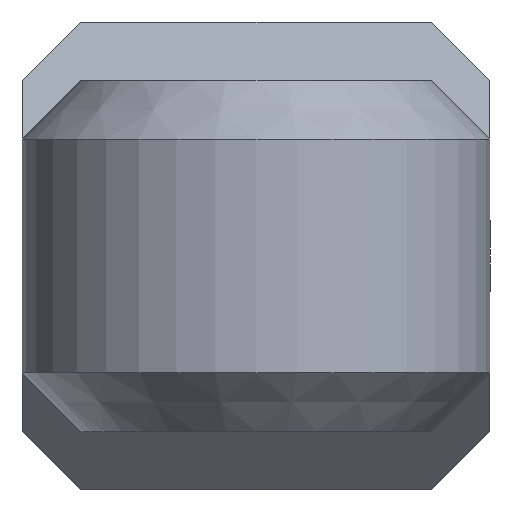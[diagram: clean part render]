
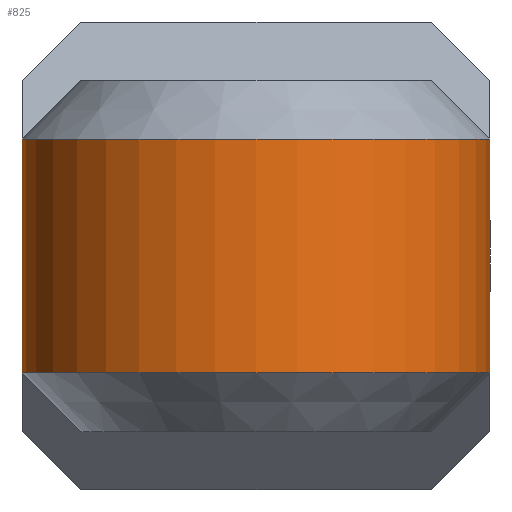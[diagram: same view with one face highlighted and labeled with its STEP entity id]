
A CAD part, front view. The second image highlights one B-rep face of the part: STEP entity #825.
In plain terms, the highlighted cylindrical face has radius 20 mm (diameter 40 mm), a partial arc.
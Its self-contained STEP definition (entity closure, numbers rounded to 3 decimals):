
#5 = EDGE_LOOP ( 'NONE', ( #1323, #725, #536, #1204 ) ) ;
#24 = DIRECTION ( 'NONE',  ( 0., 0., 1. ) ) ;
#65 = AXIS2_PLACEMENT_3D ( 'NONE', #92, #815, #809 ) ;
#92 = CARTESIAN_POINT ( 'NONE',  ( 0., 20., 10. ) ) ;
#103 = VECTOR ( 'NONE', #943, 1000. ) ;
#155 = LINE ( 'NONE', #576, #103 ) ;
#171 = EDGE_CURVE ( 'NONE', #928, #570, #679, .T. ) ;
#257 = CIRCLE ( 'NONE', #1266, 20. ) ;
#267 = CARTESIAN_POINT ( 'NONE',  ( 0., 20., -10. ) ) ;
#270 = EDGE_CURVE ( 'NONE', #928, #493, #257, .T. ) ;
#282 = DIRECTION ( 'NONE',  ( 0., 0., 1. ) ) ;
#284 = CARTESIAN_POINT ( 'NONE',  ( 20., 20., 10. ) ) ;
#290 = DIRECTION ( 'NONE',  ( 1., 0., 0. ) ) ;
#337 = EDGE_CURVE ( 'NONE', #493, #472, #155, .T. ) ;
#459 = EDGE_CURVE ( 'NONE', #472, #570, #649, .T. ) ;
#472 = VERTEX_POINT ( 'NONE', #284 ) ;
#493 = VERTEX_POINT ( 'NONE', #1032 ) ;
#536 = ORIENTED_EDGE ( 'NONE', *, *, #171, .F. ) ;
#570 = VERTEX_POINT ( 'NONE', #1276 ) ;
#571 = AXIS2_PLACEMENT_3D ( 'NONE', #1138, #282, #290 ) ;
#576 = CARTESIAN_POINT ( 'NONE',  ( 20., 20., -25. ) ) ;
#579 = CARTESIAN_POINT ( 'NONE',  ( -20., 20., -25. ) ) ;
#629 = CARTESIAN_POINT ( 'NONE',  ( -20., 20., -10. ) ) ;
#649 = CIRCLE ( 'NONE', #65, 20. ) ;
#679 = LINE ( 'NONE', #579, #1047 ) ;
#725 = ORIENTED_EDGE ( 'NONE', *, *, #459, .T. ) ;
#809 = DIRECTION ( 'NONE',  ( 1., 0., 0. ) ) ;
#815 = DIRECTION ( 'NONE',  ( 0., 0., -1. ) ) ;
#825 = ADVANCED_FACE ( 'NONE', ( #931 ), #828, .T. ) ;
#828 = CYLINDRICAL_SURFACE ( 'NONE', #571, 20. ) ;
#908 = DIRECTION ( 'NONE',  ( -1., 0., 0. ) ) ;
#928 = VERTEX_POINT ( 'NONE', #629 ) ;
#931 = FACE_OUTER_BOUND ( 'NONE', #5, .T. ) ;
#943 = DIRECTION ( 'NONE',  ( 0., 0., 1. ) ) ;
#1032 = CARTESIAN_POINT ( 'NONE',  ( 20., 20., -10. ) ) ;
#1047 = VECTOR ( 'NONE', #24, 1000. ) ;
#1138 = CARTESIAN_POINT ( 'NONE',  ( 0., 20., -25. ) ) ;
#1204 = ORIENTED_EDGE ( 'NONE', *, *, #270, .T. ) ;
#1209 = DIRECTION ( 'NONE',  ( 0., 0., 1. ) ) ;
#1266 = AXIS2_PLACEMENT_3D ( 'NONE', #267, #1209, #908 ) ;
#1276 = CARTESIAN_POINT ( 'NONE',  ( -20., 20., 10. ) ) ;
#1323 = ORIENTED_EDGE ( 'NONE', *, *, #337, .T. ) ;
